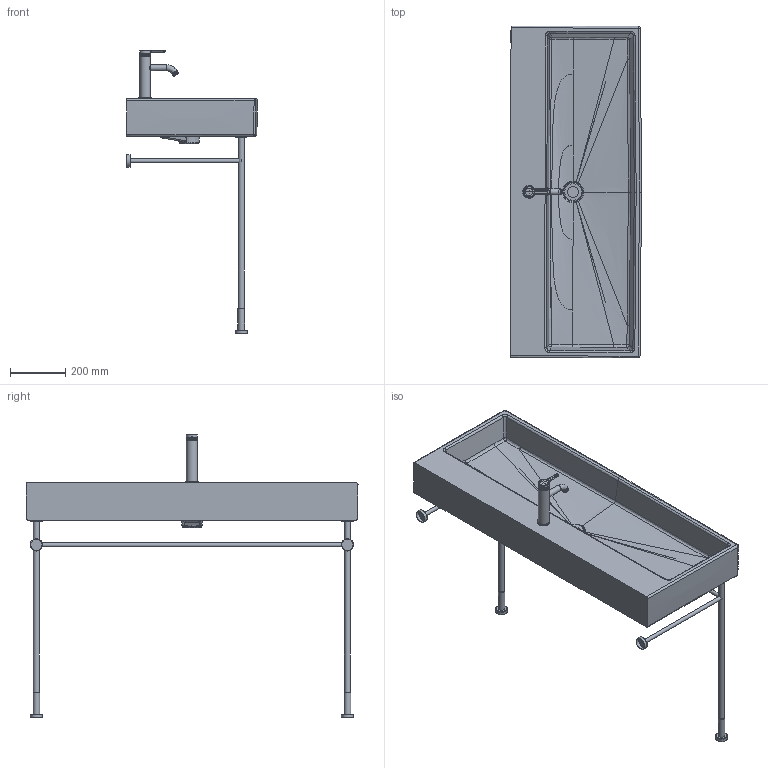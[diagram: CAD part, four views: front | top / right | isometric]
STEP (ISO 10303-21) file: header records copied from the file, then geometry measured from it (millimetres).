
FILE_DESCRIPTION((''),'2;1');
FILE_NAME('235012_1_003074.stp','2017-07-04T14:41:25',('Administrator'),(''),'Autodesk Inventor 2011','Autodesk Inventor 2011','');
FILE_SCHEMA(('CONFIG_CONTROL_DESIGN'));
Length unit declared in the file: millimetre
Products named in the file (16): 235012_1_003074; 235012_1; Kelch_Stopfen VERO AIR Bgr; Armatur C1 WT; 509115_ASM; 615832; 615833; 636748; 615729; 615737; Chromgestell 003074; Rohr stehend 715; Rohr quer 1125; Rohr Wand; Rosette Wand
Assembly tree (18 placements, depth 5):
  235012_1_003074
    235012_1
      235012_1
      Kelch_Stopfen VERO AIR Bgr
      Armatur C1 WT
        509115_ASM
          615832
          615833
        636748
        615729
        615737
    Chromgestell 003074
      Rohr stehend 715  x2
      Rohr quer 1125
      Rohr Wand  x2
      Rosette Wand  x2
Bounding box: 472.63 x 1200.45 x 1025.45 mm (x, y, z)
Volume: 23308867 mm3; surface area: 2352520.3 mm2
Topology: 15 solids, 18 shells, 521 faces, 1168 edges, 687 vertices
Faces by surface type: bspline 221, cylinder 119, plane 115, torus 27, sphere 22, cone 17
Full cylindrical faces by diameter (mm): 6 x1, 14 x3, 16 x1, 16.5 x2, 17.3 x1, 17.55 x1, 18.5 x2, 18.75 x1, 21 x2, 22 x2, 24 x2, 25 x1, 27.189 x1, 30.452 x1, 34 x1, 34.5 x1, 35 x1, 35.4 x1, 35.5 x1, 36.324 x1, 36.9 x4, 37.3 x1, 37.6 x1, 40 x2, 41 x4, 42.5 x1, 42.668 x1, 43 x2, 45 x2, 45.096 x1
Entity records: 109444 total; most frequent: CARTESIAN_POINT 98870, ORIENTED_EDGE 2070, DIRECTION 1726, EDGE_CURVE 1035, AXIS2_PLACEMENT_3D 755, VERTEX_POINT 651, EDGE_LOOP 608, FACE_OUTER_BOUND 501
